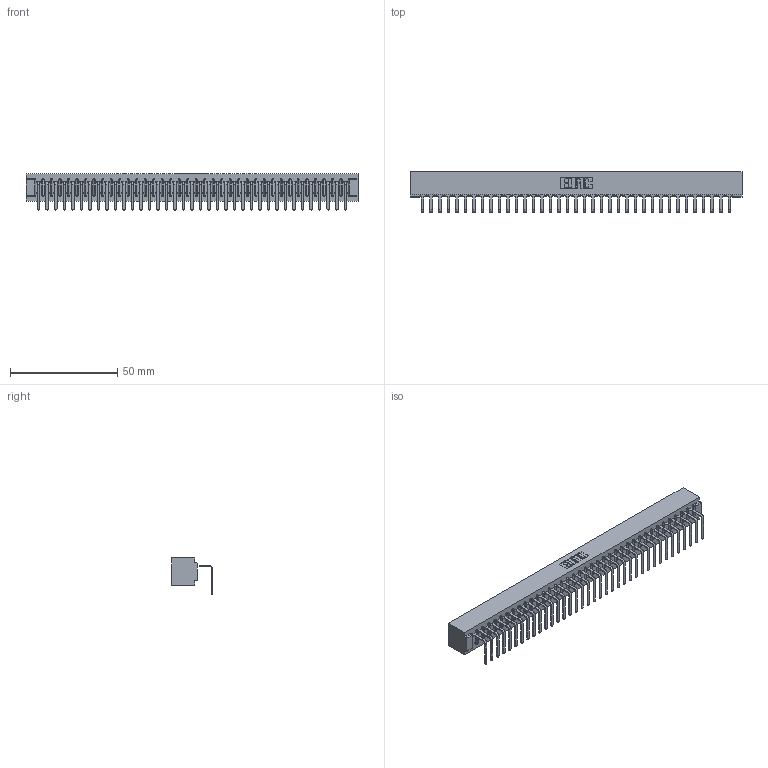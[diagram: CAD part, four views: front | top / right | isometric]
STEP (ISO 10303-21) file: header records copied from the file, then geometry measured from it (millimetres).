
FILE_DESCRIPTION (( 'STEP AP203' ), '1' );
FILE_NAME ('307-037-558-101.STEP', '2019-09-05T14:43:42', ( '' ), ( '' ), 'SwSTEP 2.0', 'SolidWorks 2016', '' );
FILE_SCHEMA (( 'CONFIG_CONTROL_DESIGN' ));
Length unit declared in the file: inch
Products named in the file (3): 307-290-001_558 - 2 (Single); 307 Part_No Mounting Lugs; 307-037-558-101
Assembly tree (38 placements, depth 2):
  307-037-558-101
    307 Part_No Mounting Lugs
    307-290-001_558 - 2 (Single)  x37
Bounding box: 154.48 x 18.96 x 16.8 mm (x, y, z)
Volume: 16685.8 mm3; surface area: 18840.8 mm2
Topology: 38 solids, 38 shells, 2368 faces, 6737 edges, 4338 vertices
Faces by surface type: plane 1509, cylinder 783, sphere 76
Entity records: 32162 total; most frequent: CARTESIAN_POINT 5416, ORIENTED_EDGE 5402, DIRECTION 5269, EDGE_CURVE 2701, VECTOR 2071, LINE 2071, VERTEX_POINT 1746, AXIS2_PLACEMENT_3D 1599
